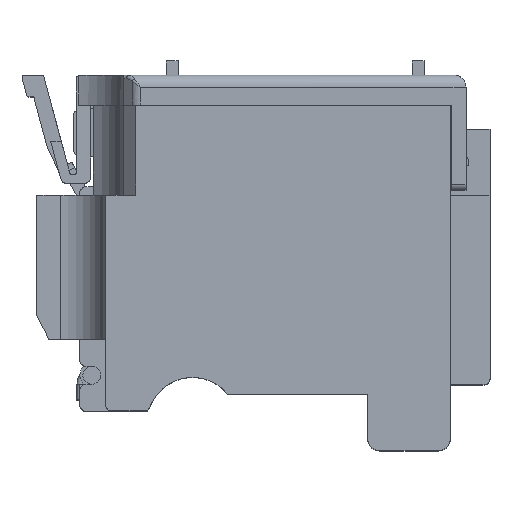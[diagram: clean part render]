
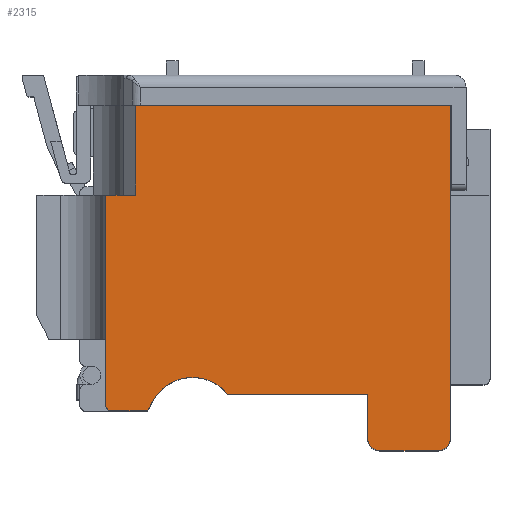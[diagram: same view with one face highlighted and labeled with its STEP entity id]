
A CAD part, top view. The second image highlights one B-rep face of the part: STEP entity #2315.
In plain terms, the highlighted planar face has unit normal (0, 0, 1).
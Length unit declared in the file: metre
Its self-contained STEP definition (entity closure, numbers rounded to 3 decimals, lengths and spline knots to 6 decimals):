
#214=DIRECTION('',(1.,0.,0.));
#215=VECTOR('',#214,0.02625);
#216=CARTESIAN_POINT('',(0.00625,0.0255,0.));
#217=LINE('',#216,#215);
#418=DIRECTION('',(0.,1.,0.));
#419=VECTOR('',#418,0.0175);
#420=CARTESIAN_POINT('',(0.00375,0.0005,0.));
#421=LINE('',#420,#419);
#489=DIRECTION('',(-1.,0.,0.));
#490=VECTOR('',#489,0.00272);
#491=CARTESIAN_POINT('',(0.00697,0.,0.));
#492=LINE('',#491,#490);
#493=DIRECTION('',(-1.,0.,0.));
#494=VECTOR('',#493,0.0025);
#495=CARTESIAN_POINT('',(0.00625,0.018,0.));
#496=LINE('',#495,#494);
#497=DIRECTION('',(0.,-1.,0.));
#498=VECTOR('',#497,0.0075);
#499=CARTESIAN_POINT('',(0.00625,0.0255,0.));
#500=LINE('',#499,#498);
#501=CARTESIAN_POINT('',(0.0315,-0.0023,0.));
#502=DIRECTION('',(0.,0.,1.));
#503=DIRECTION('',(0.,-1.,0.));
#504=AXIS2_PLACEMENT_3D('',#501,#502,#503);
#506=CARTESIAN_POINT('',(0.0266,-0.0023,0.));
#507=DIRECTION('',(0.,0.,1.));
#508=DIRECTION('',(-1.,0.,0.));
#509=AXIS2_PLACEMENT_3D('',#506,#507,#508);
#511=DIRECTION('',(1.,0.,0.));
#512=VECTOR('',#511,0.011654);
#513=CARTESIAN_POINT('',(0.013946,0.0014,0.));
#514=LINE('',#513,#512);
#515=CARTESIAN_POINT('',(0.011,-0.001,0.));
#516=DIRECTION('',(0.,0.,-1.));
#517=DIRECTION('',(-0.937,0.349,0.));
#518=AXIS2_PLACEMENT_3D('',#515,#516,#517);
#520=CARTESIAN_POINT('',(0.00697,0.0005,0.));
#521=DIRECTION('',(0.,0.,1.));
#522=DIRECTION('',(0.,-1.,0.));
#523=AXIS2_PLACEMENT_3D('',#520,#521,#522);
#525=CARTESIAN_POINT('',(0.00425,0.0005,0.));
#526=DIRECTION('',(0.,0.,1.));
#527=DIRECTION('',(-1.,0.,0.));
#528=AXIS2_PLACEMENT_3D('',#525,#526,#527);
#530=DIRECTION('',(0.,-1.,0.));
#531=VECTOR('',#530,0.0278);
#532=CARTESIAN_POINT('',(0.0325,0.0255,0.));
#533=LINE('',#532,#531);
#1122=DIRECTION('',(0.,1.,0.));
#1123=VECTOR('',#1122,0.0037);
#1124=CARTESIAN_POINT('',(0.0256,-0.0023,0.));
#1125=LINE('',#1124,#1123);
#1144=DIRECTION('',(-1.,0.,0.));
#1145=VECTOR('',#1144,0.0049);
#1146=CARTESIAN_POINT('',(0.0315,-0.0033,0.));
#1147=LINE('',#1146,#1145);
#1466=CARTESIAN_POINT('',(0.00625,0.018,0.));
#1468=VERTEX_POINT('',#1466);
#1484=CARTESIAN_POINT('',(0.00375,0.018,0.));
#1486=VERTEX_POINT('',#1484);
#1506=CARTESIAN_POINT('',(0.007439,0.000326,0.));
#1507=VERTEX_POINT('',#1506);
#1508=CARTESIAN_POINT('',(0.00425,0.,0.));
#1509=VERTEX_POINT('',#1508);
#1510=CARTESIAN_POINT('',(0.00697,0.,0.));
#1511=VERTEX_POINT('',#1510);
#1512=CARTESIAN_POINT('',(0.00375,0.0005,0.));
#1513=VERTEX_POINT('',#1512);
#1525=CARTESIAN_POINT('',(0.0325,-0.0023,0.));
#1527=VERTEX_POINT('',#1525);
#1534=CARTESIAN_POINT('',(0.0266,-0.0033,0.));
#1535=VERTEX_POINT('',#1534);
#1536=CARTESIAN_POINT('',(0.0315,-0.0033,0.));
#1537=VERTEX_POINT('',#1536);
#1538=CARTESIAN_POINT('',(0.0256,-0.0023,0.));
#1539=VERTEX_POINT('',#1538);
#1560=CARTESIAN_POINT('',(0.00625,0.0255,0.));
#1561=VERTEX_POINT('',#1560);
#1572=CARTESIAN_POINT('',(0.0325,0.0255,0.));
#1573=VERTEX_POINT('',#1572);
#1574=CARTESIAN_POINT('',(0.0256,0.0014,0.));
#1575=VERTEX_POINT('',#1574);
#1576=CARTESIAN_POINT('',(0.013946,0.0014,0.));
#1577=VERTEX_POINT('',#1576);
#2285=CARTESIAN_POINT('',(0.011,-0.001,0.));
#2286=DIRECTION('',(0.,0.,1.));
#2287=DIRECTION('',(1.,0.,0.));
#2288=AXIS2_PLACEMENT_3D('',#2285,#2286,#2287);
#2289=PLANE('',#2288);
#2290=ORIENTED_EDGE('',*,*,#2201,.T.);
#2291=ORIENTED_EDGE('',*,*,#1746,.F.);
#2292=ORIENTED_EDGE('',*,*,#1784,.F.);
#2293=ORIENTED_EDGE('',*,*,#1871,.T.);
#2295=ORIENTED_EDGE('',*,*,#2294,.T.);
#2297=ORIENTED_EDGE('',*,*,#2296,.F.);
#2299=ORIENTED_EDGE('',*,*,#2298,.T.);
#2301=ORIENTED_EDGE('',*,*,#2300,.F.);
#2303=ORIENTED_EDGE('',*,*,#2302,.T.);
#2305=ORIENTED_EDGE('',*,*,#2304,.F.);
#2307=ORIENTED_EDGE('',*,*,#2306,.F.);
#2309=ORIENTED_EDGE('',*,*,#2308,.F.);
#2310=ORIENTED_EDGE('',*,*,#2268,.T.);
#2312=ORIENTED_EDGE('',*,*,#2311,.F.);
#2313=EDGE_LOOP('',(#2290,#2291,#2292,#2293,#2295,#2297,#2299,#2301,#2303,#2305,
#2307,#2309,#2310,#2312));
#2314=FACE_OUTER_BOUND('',#2313,.F.);
#2315=ADVANCED_FACE('',(#2314),#2289,.T.);
#505=CIRCLE('',#504,0.001);
#510=CIRCLE('',#509,0.001);
#519=CIRCLE('',#518,0.0038);
#524=CIRCLE('',#523,0.0005);
#529=CIRCLE('',#528,0.0005);
#1746=EDGE_CURVE('',#1468,#1486,#496,.T.);
#1784=EDGE_CURVE('',#1561,#1468,#500,.T.);
#1871=EDGE_CURVE('',#1561,#1573,#217,.T.);
#2201=EDGE_CURVE('',#1513,#1486,#421,.T.);
#2268=EDGE_CURVE('',#1511,#1509,#492,.T.);
#2294=EDGE_CURVE('',#1573,#1527,#533,.T.);
#2296=EDGE_CURVE('',#1537,#1527,#505,.T.);
#2298=EDGE_CURVE('',#1537,#1535,#1147,.T.);
#2300=EDGE_CURVE('',#1539,#1535,#510,.T.);
#2302=EDGE_CURVE('',#1539,#1575,#1125,.T.);
#2304=EDGE_CURVE('',#1577,#1575,#514,.T.);
#2306=EDGE_CURVE('',#1507,#1577,#519,.T.);
#2308=EDGE_CURVE('',#1511,#1507,#524,.T.);
#2311=EDGE_CURVE('',#1513,#1509,#529,.T.);
